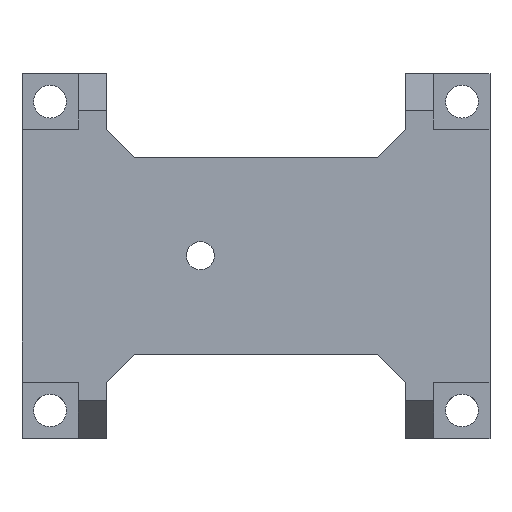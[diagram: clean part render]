
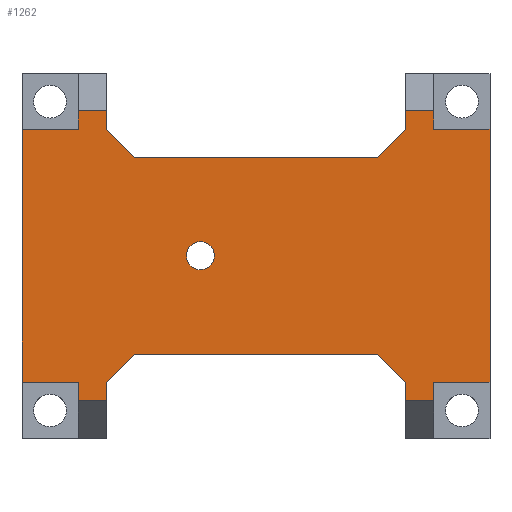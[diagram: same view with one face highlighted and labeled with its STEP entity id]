
A CAD part, top view. The second image highlights one B-rep face of the part: STEP entity #1262.
In plain terms, the highlighted planar face has unit normal (0, 0, 1).
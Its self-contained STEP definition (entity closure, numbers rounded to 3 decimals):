
#20=FACE_BOUND('',#119,.T.);
#34=CIRCLE('',#1345,1.5);
#59=FACE_OUTER_BOUND('',#118,.T.);
#118=EDGE_LOOP('',(#897,#898,#899,#900,#901,#902,#903,#904,#905,#906,#907,
#908,#909,#910,#911,#912,#913,#914,#915,#916,#917,#918,#919,#920));
#119=EDGE_LOOP('',(#921));
#200=LINE('',#1764,#373);
#223=LINE('',#1812,#396);
#230=LINE('',#1825,#403);
#231=LINE('',#1828,#404);
#232=LINE('',#1830,#405);
#233=LINE('',#1832,#406);
#234=LINE('',#1834,#407);
#235=LINE('',#1836,#408);
#236=LINE('',#1838,#409);
#237=LINE('',#1840,#410);
#238=LINE('',#1842,#411);
#239=LINE('',#1844,#412);
#240=LINE('',#1846,#413);
#241=LINE('',#1848,#414);
#242=LINE('',#1850,#415);
#243=LINE('',#1852,#416);
#244=LINE('',#1854,#417);
#245=LINE('',#1856,#418);
#246=LINE('',#1858,#419);
#247=LINE('',#1860,#420);
#248=LINE('',#1861,#421);
#249=LINE('',#1863,#422);
#250=LINE('',#1865,#423);
#251=LINE('',#1866,#424);
#373=VECTOR('',#1438,10.);
#396=VECTOR('',#1475,10.);
#403=VECTOR('',#1484,10.);
#404=VECTOR('',#1487,10.);
#405=VECTOR('',#1488,10.);
#406=VECTOR('',#1489,10.);
#407=VECTOR('',#1490,10.);
#408=VECTOR('',#1491,10.);
#409=VECTOR('',#1492,10.);
#410=VECTOR('',#1493,10.);
#411=VECTOR('',#1494,10.);
#412=VECTOR('',#1495,10.);
#413=VECTOR('',#1496,10.);
#414=VECTOR('',#1497,10.);
#415=VECTOR('',#1498,10.);
#416=VECTOR('',#1499,10.);
#417=VECTOR('',#1500,10.);
#418=VECTOR('',#1501,10.);
#419=VECTOR('',#1502,10.);
#420=VECTOR('',#1503,10.);
#421=VECTOR('',#1504,10.);
#422=VECTOR('',#1505,10.);
#423=VECTOR('',#1506,10.);
#424=VECTOR('',#1507,10.);
#541=VERTEX_POINT('',#1761);
#542=VERTEX_POINT('',#1763);
#559=VERTEX_POINT('',#1809);
#560=VERTEX_POINT('',#1811);
#565=VERTEX_POINT('',#1823);
#566=VERTEX_POINT('',#1827);
#567=VERTEX_POINT('',#1829);
#568=VERTEX_POINT('',#1831);
#569=VERTEX_POINT('',#1833);
#570=VERTEX_POINT('',#1835);
#571=VERTEX_POINT('',#1837);
#572=VERTEX_POINT('',#1839);
#573=VERTEX_POINT('',#1841);
#574=VERTEX_POINT('',#1843);
#575=VERTEX_POINT('',#1845);
#576=VERTEX_POINT('',#1847);
#577=VERTEX_POINT('',#1849);
#578=VERTEX_POINT('',#1851);
#579=VERTEX_POINT('',#1853);
#580=VERTEX_POINT('',#1855);
#581=VERTEX_POINT('',#1857);
#582=VERTEX_POINT('',#1859);
#583=VERTEX_POINT('',#1862);
#584=VERTEX_POINT('',#1864);
#585=VERTEX_POINT('',#1867);
#668=EDGE_CURVE('',#542,#541,#200,.T.);
#691=EDGE_CURVE('',#560,#559,#223,.T.);
#698=EDGE_CURVE('',#565,#541,#230,.T.);
#699=EDGE_CURVE('',#565,#566,#231,.T.);
#700=EDGE_CURVE('',#567,#566,#232,.T.);
#701=EDGE_CURVE('',#567,#568,#233,.T.);
#702=EDGE_CURVE('',#569,#568,#234,.T.);
#703=EDGE_CURVE('',#569,#570,#235,.T.);
#704=EDGE_CURVE('',#571,#570,#236,.T.);
#705=EDGE_CURVE('',#571,#572,#237,.T.);
#706=EDGE_CURVE('',#572,#573,#238,.T.);
#707=EDGE_CURVE('',#573,#574,#239,.T.);
#708=EDGE_CURVE('',#574,#575,#240,.T.);
#709=EDGE_CURVE('',#575,#576,#241,.T.);
#710=EDGE_CURVE('',#577,#576,#242,.T.);
#711=EDGE_CURVE('',#577,#578,#243,.T.);
#712=EDGE_CURVE('',#579,#578,#244,.T.);
#713=EDGE_CURVE('',#579,#580,#245,.T.);
#714=EDGE_CURVE('',#581,#580,#246,.T.);
#715=EDGE_CURVE('',#581,#582,#247,.T.);
#716=EDGE_CURVE('',#560,#582,#248,.T.);
#717=EDGE_CURVE('',#559,#583,#249,.T.);
#718=EDGE_CURVE('',#583,#584,#250,.T.);
#719=EDGE_CURVE('',#584,#542,#251,.T.);
#720=EDGE_CURVE('',#585,#585,#34,.T.);
#897=ORIENTED_EDGE('',*,*,#698,.F.);
#898=ORIENTED_EDGE('',*,*,#699,.T.);
#899=ORIENTED_EDGE('',*,*,#700,.F.);
#900=ORIENTED_EDGE('',*,*,#701,.T.);
#901=ORIENTED_EDGE('',*,*,#702,.F.);
#902=ORIENTED_EDGE('',*,*,#703,.T.);
#903=ORIENTED_EDGE('',*,*,#704,.F.);
#904=ORIENTED_EDGE('',*,*,#705,.T.);
#905=ORIENTED_EDGE('',*,*,#706,.T.);
#906=ORIENTED_EDGE('',*,*,#707,.T.);
#907=ORIENTED_EDGE('',*,*,#708,.T.);
#908=ORIENTED_EDGE('',*,*,#709,.T.);
#909=ORIENTED_EDGE('',*,*,#710,.F.);
#910=ORIENTED_EDGE('',*,*,#711,.T.);
#911=ORIENTED_EDGE('',*,*,#712,.F.);
#912=ORIENTED_EDGE('',*,*,#713,.T.);
#913=ORIENTED_EDGE('',*,*,#714,.F.);
#914=ORIENTED_EDGE('',*,*,#715,.T.);
#915=ORIENTED_EDGE('',*,*,#716,.F.);
#916=ORIENTED_EDGE('',*,*,#691,.T.);
#917=ORIENTED_EDGE('',*,*,#717,.T.);
#918=ORIENTED_EDGE('',*,*,#718,.T.);
#919=ORIENTED_EDGE('',*,*,#719,.T.);
#920=ORIENTED_EDGE('',*,*,#668,.T.);
#921=ORIENTED_EDGE('',*,*,#720,.T.);
#1208=PLANE('',#1344);
#1262=ADVANCED_FACE('',(#59,#20),#1208,.T.);
#1344=AXIS2_PLACEMENT_3D('',#1826,#1485,#1486);
#1345=AXIS2_PLACEMENT_3D('',#1868,#1508,#1509);
#1438=DIRECTION('',(0.,1.,0.));
#1475=DIRECTION('',(0.,1.,0.));
#1484=DIRECTION('',(1.,0.,0.));
#1485=DIRECTION('center_axis',(0.,0.,1.));
#1486=DIRECTION('ref_axis',(1.,0.,0.));
#1487=DIRECTION('',(0.,-1.,0.));
#1488=DIRECTION('',(0.707,0.707,0.));
#1489=DIRECTION('',(-1.,0.,0.));
#1490=DIRECTION('',(0.707,-0.707,0.));
#1491=DIRECTION('',(0.,1.,0.));
#1492=DIRECTION('',(1.,0.,0.));
#1493=DIRECTION('',(0.,-1.,0.));
#1494=DIRECTION('',(-1.,0.,0.));
#1495=DIRECTION('',(0.,-1.,0.));
#1496=DIRECTION('',(1.,0.,0.));
#1497=DIRECTION('',(0.,-1.,0.));
#1498=DIRECTION('',(-1.,0.,0.));
#1499=DIRECTION('',(0.,1.,0.));
#1500=DIRECTION('',(-0.707,-0.707,0.));
#1501=DIRECTION('',(1.,0.,0.));
#1502=DIRECTION('',(-0.707,0.707,0.));
#1503=DIRECTION('',(0.,-1.,0.));
#1504=DIRECTION('',(-1.,0.,0.));
#1505=DIRECTION('',(1.,0.,0.));
#1506=DIRECTION('',(0.,1.,0.));
#1507=DIRECTION('',(-1.,0.,0.));
#1508=DIRECTION('center_axis',(0.,0.,-1.));
#1509=DIRECTION('ref_axis',(1.,0.,0.));
#1761=CARTESIAN_POINT('',(24.939,15.5,3.));
#1763=CARTESIAN_POINT('',(24.939,13.5,3.));
#1764=CARTESIAN_POINT('',(24.939,6.75,3.));
#1809=CARTESIAN_POINT('',(24.939,-13.5,3.));
#1811=CARTESIAN_POINT('',(24.939,-15.5,3.));
#1812=CARTESIAN_POINT('',(24.939,-9.75,3.));
#1823=CARTESIAN_POINT('',(21.939,15.5,3.));
#1825=CARTESIAN_POINT('',(18.439,15.5,3.));
#1826=CARTESIAN_POINT('Origin',(5.939,0.,
3.));
#1827=CARTESIAN_POINT('',(21.939,13.5,3.));
#1828=CARTESIAN_POINT('',(21.939,19.5,3.));
#1829=CARTESIAN_POINT('',(18.939,10.5,3.));
#1830=CARTESIAN_POINT('',(13.814,5.375,3.));
#1831=CARTESIAN_POINT('',(-7.061,10.5,3.));
#1832=CARTESIAN_POINT('',(37.45,10.5,3.));
#1833=CARTESIAN_POINT('',(-10.061,13.5,3.));
#1834=CARTESIAN_POINT('',(-1.936,5.375,3.));
#1835=CARTESIAN_POINT('',(-10.061,15.5,3.));
#1836=CARTESIAN_POINT('',(-10.061,10.5,3.));
#1837=CARTESIAN_POINT('',(-13.061,15.5,3.));
#1838=CARTESIAN_POINT('',(-2.061,15.5,3.));
#1839=CARTESIAN_POINT('',(-13.061,13.5,3.));
#1840=CARTESIAN_POINT('',(-13.061,9.75,3.));
#1841=CARTESIAN_POINT('',(-19.061,13.5,3.));
#1842=CARTESIAN_POINT('',(-3.561,13.5,3.));
#1843=CARTESIAN_POINT('',(-19.061,-13.5,3.));
#1844=CARTESIAN_POINT('',(-19.061,19.5,3.));
#1845=CARTESIAN_POINT('',(-13.061,-13.5,3.));
#1846=CARTESIAN_POINT('',(-6.561,-13.5,3.));
#1847=CARTESIAN_POINT('',(-13.061,-15.5,3.));
#1848=CARTESIAN_POINT('',(-13.061,-6.75,3.));
#1849=CARTESIAN_POINT('',(-10.061,-15.5,3.));
#1850=CARTESIAN_POINT('',(-6.561,-15.5,3.));
#1851=CARTESIAN_POINT('',(-10.061,-13.5,3.));
#1852=CARTESIAN_POINT('',(-10.061,-19.5,3.));
#1853=CARTESIAN_POINT('',(-7.061,-10.5,3.));
#1854=CARTESIAN_POINT('',(-1.936,-5.375,3.));
#1855=CARTESIAN_POINT('',(18.939,-10.5,3.));
#1856=CARTESIAN_POINT('',(-37.45,-10.5,3.));
#1857=CARTESIAN_POINT('',(21.939,-13.5,3.));
#1858=CARTESIAN_POINT('',(13.814,-5.375,3.));
#1859=CARTESIAN_POINT('',(21.939,-15.5,3.));
#1860=CARTESIAN_POINT('',(21.939,-10.5,3.));
#1861=CARTESIAN_POINT('',(13.939,-15.5,3.));
#1862=CARTESIAN_POINT('',(30.939,-13.5,3.));
#1863=CARTESIAN_POINT('',(15.439,-13.5,3.));
#1864=CARTESIAN_POINT('',(30.939,13.5,3.));
#1865=CARTESIAN_POINT('',(30.939,-19.5,3.));
#1866=CARTESIAN_POINT('',(18.439,13.5,3.));
#1867=CARTESIAN_POINT('',(-1.5,0.,3.));
#1868=CARTESIAN_POINT('Origin',(0.,0.,
3.));
